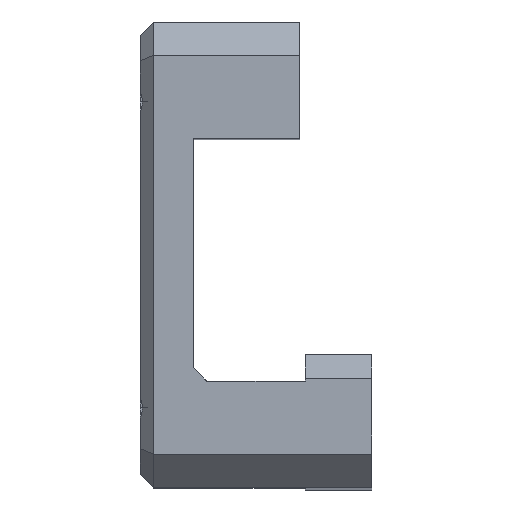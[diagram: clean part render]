
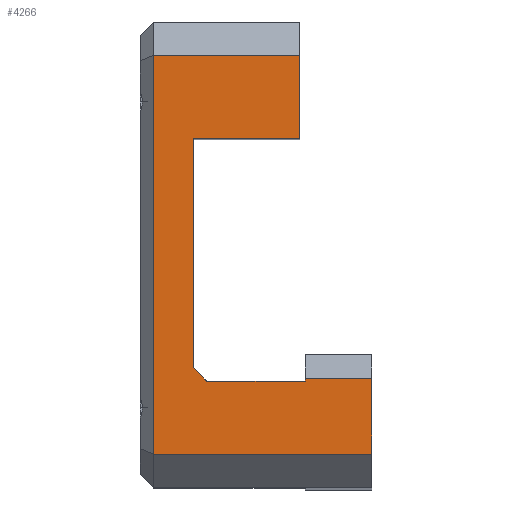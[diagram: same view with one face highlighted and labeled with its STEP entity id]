
A CAD part, top view. The second image highlights one B-rep face of the part: STEP entity #4266.
In plain terms, the highlighted planar face has unit normal (0, 0, 1).
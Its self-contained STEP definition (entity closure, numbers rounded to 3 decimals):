
#54 = VERTEX_POINT ( 'NONE', #2520 ) ;
#75 = DIRECTION ( 'NONE',  ( 1., 0., 0. ) ) ;
#269 = VERTEX_POINT ( 'NONE', #6105 ) ;
#297 = VERTEX_POINT ( 'NONE', #7370 ) ;
#445 = CARTESIAN_POINT ( 'NONE',  ( -16.4, 29.4, 23.65 ) ) ;
#480 = VERTEX_POINT ( 'NONE', #4941 ) ;
#645 = ORIENTED_EDGE ( 'NONE', *, *, #2733, .T. ) ;
#728 = VERTEX_POINT ( 'NONE', #3424 ) ;
#839 = CARTESIAN_POINT ( 'NONE',  ( 1., 5.1, 23.65 ) ) ;
#1059 = CARTESIAN_POINT ( 'NONE',  ( -4., 4.9, 23.65 ) ) ;
#1124 = VERTEX_POINT ( 'NONE', #6292 ) ;
#1290 = CARTESIAN_POINT ( 'NONE',  ( -12.4, 5.9, 23.65 ) ) ;
#1294 = VERTEX_POINT ( 'NONE', #3744 ) ;
#1619 = CARTESIAN_POINT ( 'NONE',  ( -15.4, 0., 23.65 ) ) ;
#1700 = CARTESIAN_POINT ( 'NONE',  ( -4.4, 23.1, 23.65 ) ) ;
#1810 = ORIENTED_EDGE ( 'NONE', *, *, #5864, .T. ) ;
#1919 = VECTOR ( 'NONE', #75, 1000. ) ;
#1934 = LINE ( 'NONE', #5147, #1919 ) ;
#1950 = ORIENTED_EDGE ( 'NONE', *, *, #4146, .T. ) ;
#1956 = PLANE ( 'NONE',  #7554 ) ;
#1966 = ORIENTED_EDGE ( 'NONE', *, *, #6257, .T. ) ;
#2006 = DIRECTION ( 'NONE',  ( 1., 0., 0. ) ) ;
#2047 = CARTESIAN_POINT ( 'NONE',  ( -4., 5.1, 23.65 ) ) ;
#2158 = DIRECTION ( 'NONE',  ( 0., -1., 0. ) ) ;
#2384 = EDGE_CURVE ( 'NONE', #54, #1294, #6518, .T. ) ;
#2512 = ORIENTED_EDGE ( 'NONE', *, *, #5166, .T. ) ;
#2520 = CARTESIAN_POINT ( 'NONE',  ( -12.4, 5.9, 23.65 ) ) ;
#2552 = VECTOR ( 'NONE', #3693, 1000. ) ;
#2590 = LINE ( 'NONE', #839, #6369 ) ;
#2733 = EDGE_CURVE ( 'NONE', #1124, #3766, #4592, .T. ) ;
#2860 = CARTESIAN_POINT ( 'NONE',  ( -4., 4.9, 23.65 ) ) ;
#3007 = DIRECTION ( 'NONE',  ( -1., 0., 0. ) ) ;
#3029 = ORIENTED_EDGE ( 'NONE', *, *, #4183, .T. ) ;
#3045 = EDGE_CURVE ( 'NONE', #7152, #728, #8329, .T. ) ;
#3087 = VECTOR ( 'NONE', #6660, 1000. ) ;
#3248 = ORIENTED_EDGE ( 'NONE', *, *, #6959, .T. ) ;
#3260 = EDGE_CURVE ( 'NONE', #269, #54, #4530, .T. ) ;
#3270 = LINE ( 'NONE', #5922, #6158 ) ;
#3391 = ORIENTED_EDGE ( 'NONE', *, *, #8161, .T. ) ;
#3420 = CARTESIAN_POINT ( 'NONE',  ( -11.4, 4.9, 23.65 ) ) ;
#3424 = CARTESIAN_POINT ( 'NONE',  ( 1., 5.1, 23.65 ) ) ;
#3693 = DIRECTION ( 'NONE',  ( 0., 1., 0. ) ) ;
#3735 = DIRECTION ( 'NONE',  ( 0., 0., 1. ) ) ;
#3744 = CARTESIAN_POINT ( 'NONE',  ( -12.4, 23.1, 23.65 ) ) ;
#3766 = VERTEX_POINT ( 'NONE', #2860 ) ;
#4106 = CARTESIAN_POINT ( 'NONE',  ( 1., -0.6, 23.65 ) ) ;
#4110 = LINE ( 'NONE', #1619, #6321 ) ;
#4146 = EDGE_CURVE ( 'NONE', #480, #297, #7488, .T. ) ;
#4183 = EDGE_CURVE ( 'NONE', #297, #8058, #6222, .T. ) ;
#4266 = ADVANCED_FACE ( 'NONE', ( #7704 ), #1956, .T. ) ;
#4530 = LINE ( 'NONE', #3420, #4910 ) ;
#4531 = DIRECTION ( 'NONE',  ( 1., 0., 0. ) ) ;
#4592 = LINE ( 'NONE', #2047, #8350 ) ;
#4788 = VECTOR ( 'NONE', #7229, 1000. ) ;
#4910 = VECTOR ( 'NONE', #7824, 1000. ) ;
#4941 = CARTESIAN_POINT ( 'NONE',  ( -4.4, 23.1, 23.65 ) ) ;
#4970 = ORIENTED_EDGE ( 'NONE', *, *, #3045, .T. ) ;
#5010 = CARTESIAN_POINT ( 'NONE',  ( 1., -3.1, 23.65 ) ) ;
#5126 = DIRECTION ( 'NONE',  ( 0., 1., 0. ) ) ;
#5147 = CARTESIAN_POINT ( 'NONE',  ( -12.4, 23.1, 23.65 ) ) ;
#5166 = EDGE_CURVE ( 'NONE', #3766, #269, #5406, .T. ) ;
#5406 = LINE ( 'NONE', #1059, #3087 ) ;
#5605 = ORIENTED_EDGE ( 'NONE', *, *, #3260, .T. ) ;
#5844 = CARTESIAN_POINT ( 'NONE',  ( -15.4, -0.6, 23.65 ) ) ;
#5864 = EDGE_CURVE ( 'NONE', #1294, #480, #1934, .T. ) ;
#5922 = CARTESIAN_POINT ( 'NONE',  ( 0., -0.6, 23.65 ) ) ;
#6105 = CARTESIAN_POINT ( 'NONE',  ( -11.4, 4.9, 23.65 ) ) ;
#6158 = VECTOR ( 'NONE', #2006, 1000. ) ;
#6222 = LINE ( 'NONE', #445, #6468 ) ;
#6257 = EDGE_CURVE ( 'NONE', #728, #1124, #2590, .T. ) ;
#6284 = VERTEX_POINT ( 'NONE', #5844 ) ;
#6292 = CARTESIAN_POINT ( 'NONE',  ( -4., 5.1, 23.65 ) ) ;
#6321 = VECTOR ( 'NONE', #2158, 1000. ) ;
#6369 = VECTOR ( 'NONE', #7668, 1000. ) ;
#6468 = VECTOR ( 'NONE', #3007, 1000. ) ;
#6518 = LINE ( 'NONE', #1290, #4788 ) ;
#6660 = DIRECTION ( 'NONE',  ( -1., 0., 0. ) ) ;
#6959 = EDGE_CURVE ( 'NONE', #6284, #7152, #3270, .T. ) ;
#7152 = VERTEX_POINT ( 'NONE', #4106 ) ;
#7189 = EDGE_LOOP ( 'NONE', ( #3029, #3391, #3248, #4970, #1966, #645, #2512, #5605, #7903, #1810, #1950 ) ) ;
#7202 = DIRECTION ( 'NONE',  ( 0., -1., 0. ) ) ;
#7229 = DIRECTION ( 'NONE',  ( 0., 1., 0. ) ) ;
#7370 = CARTESIAN_POINT ( 'NONE',  ( -4.4, 29.4, 23.65 ) ) ;
#7488 = LINE ( 'NONE', #1700, #2552 ) ;
#7554 = AXIS2_PLACEMENT_3D ( 'NONE', #8294, #3735, #4531 ) ;
#7668 = DIRECTION ( 'NONE',  ( -1., 0., 0. ) ) ;
#7704 = FACE_OUTER_BOUND ( 'NONE', #7189, .T. ) ;
#7746 = VECTOR ( 'NONE', #5126, 1000. ) ;
#7796 = CARTESIAN_POINT ( 'NONE',  ( -15.4, 29.4, 23.65 ) ) ;
#7824 = DIRECTION ( 'NONE',  ( -0.707, 0.707, 0. ) ) ;
#7903 = ORIENTED_EDGE ( 'NONE', *, *, #2384, .T. ) ;
#8058 = VERTEX_POINT ( 'NONE', #7796 ) ;
#8161 = EDGE_CURVE ( 'NONE', #8058, #6284, #4110, .T. ) ;
#8294 = CARTESIAN_POINT ( 'NONE',  ( 0., 0., 23.65 ) ) ;
#8329 = LINE ( 'NONE', #5010, #7746 ) ;
#8350 = VECTOR ( 'NONE', #7202, 1000. ) ;
